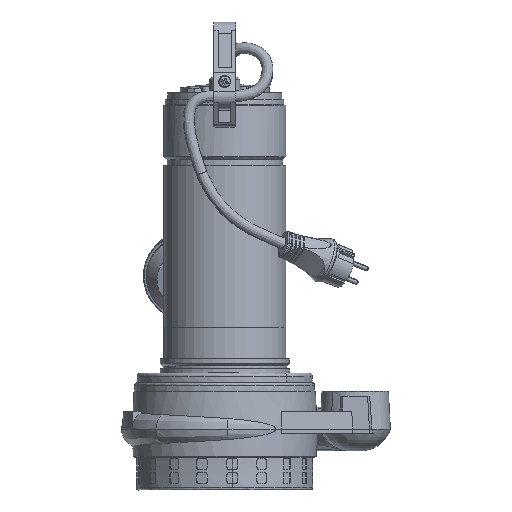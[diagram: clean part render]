
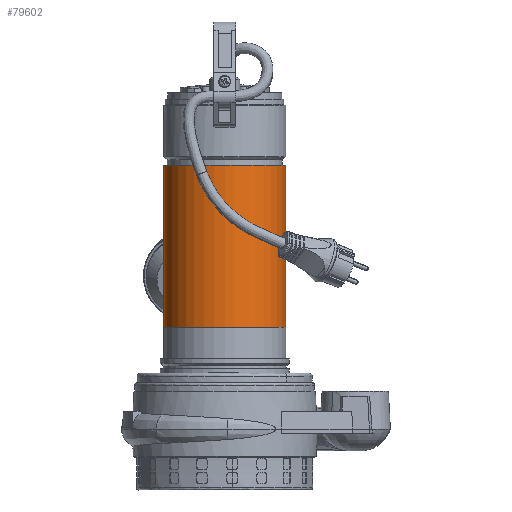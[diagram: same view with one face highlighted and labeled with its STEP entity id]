
A CAD part, front view. The second image highlights one B-rep face of the part: STEP entity #79602.
In plain terms, the highlighted cylindrical face has radius 56 mm (diameter 112 mm), a partial arc.
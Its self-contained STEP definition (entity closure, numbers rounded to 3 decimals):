
#1278 = CARTESIAN_POINT ( 'NONE',  ( 0., 51., 56. ) ) ;
#1557 = CARTESIAN_POINT ( 'NONE',  ( 0., 200., -56. ) ) ;
#2529 = CARTESIAN_POINT ( 'NONE',  ( 0., 51., -56. ) ) ;
#3191 = CARTESIAN_POINT ( 'NONE',  ( 0., 200., -56. ) ) ;
#4682 = CARTESIAN_POINT ( 'NONE',  ( 0., 200., 0. ) ) ;
#9709 = CARTESIAN_POINT ( 'NONE',  ( 0., 200., 56. ) ) ;
#10635 = EDGE_CURVE ( 'NONE', #18159, #70289, #62707, .T. ) ;
#11208 = DIRECTION ( 'NONE',  ( 0., 0., -1. ) ) ;
#11291 = CIRCLE ( 'NONE', #24298, 56. ) ;
#12117 = ORIENTED_EDGE ( 'NONE', *, *, #10635, .T. ) ;
#15995 = VERTEX_POINT ( 'NONE', #2529 ) ;
#17344 = DIRECTION ( 'NONE',  ( 0., -1., 0. ) ) ;
#18159 = VERTEX_POINT ( 'NONE', #1557 ) ;
#21978 = DIRECTION ( 'NONE',  ( 0., -1., 0. ) ) ;
#24298 = AXIS2_PLACEMENT_3D ( 'NONE', #77245, #59252, #77635 ) ;
#28192 = DIRECTION ( 'NONE',  ( 0., -1., 0. ) ) ;
#30101 = ORIENTED_EDGE ( 'NONE', *, *, #49937, .T. ) ;
#31907 = VECTOR ( 'NONE', #21978, 1000. ) ;
#33055 = ORIENTED_EDGE ( 'NONE', *, *, #78839, .F. ) ;
#38310 = VERTEX_POINT ( 'NONE', #1278 ) ;
#40622 = VECTOR ( 'NONE', #47523, 1000. ) ;
#41228 = CYLINDRICAL_SURFACE ( 'NONE', #59253, 56. ) ;
#47523 = DIRECTION ( 'NONE',  ( 0., -1., 0. ) ) ;
#47747 = CARTESIAN_POINT ( 'NONE',  ( 0., 200., 0. ) ) ;
#49937 = EDGE_CURVE ( 'NONE', #38310, #15995, #11291, .T. ) ;
#50848 = AXIS2_PLACEMENT_3D ( 'NONE', #4682, #17344, #11208 ) ;
#53865 = DIRECTION ( 'NONE',  ( 0., 0., -1. ) ) ;
#54639 = ORIENTED_EDGE ( 'NONE', *, *, #75133, .T. ) ;
#59252 = DIRECTION ( 'NONE',  ( 0., 1., 0. ) ) ;
#59253 = AXIS2_PLACEMENT_3D ( 'NONE', #47747, #28192, #53865 ) ;
#60094 = EDGE_LOOP ( 'NONE', ( #12117, #54639, #30101, #33055 ) ) ;
#62707 = CIRCLE ( 'NONE', #50848, 56. ) ;
#70289 = VERTEX_POINT ( 'NONE', #9709 ) ;
#71431 = FACE_OUTER_BOUND ( 'NONE', #60094, .T. ) ;
#75133 = EDGE_CURVE ( 'NONE', #70289, #38310, #78537, .T. ) ;
#77245 = CARTESIAN_POINT ( 'NONE',  ( 0., 51., 0. ) ) ;
#77635 = DIRECTION ( 'NONE',  ( 0., 0., -1. ) ) ;
#78262 = LINE ( 'NONE', #3191, #31907 ) ;
#78537 = LINE ( 'NONE', #79360, #40622 ) ;
#78839 = EDGE_CURVE ( 'NONE', #18159, #15995, #78262, .T. ) ;
#79360 = CARTESIAN_POINT ( 'NONE',  ( 0., 200., 56. ) ) ;
#79602 = ADVANCED_FACE ( 'NONE', ( #71431 ), #41228, .T. ) ;
